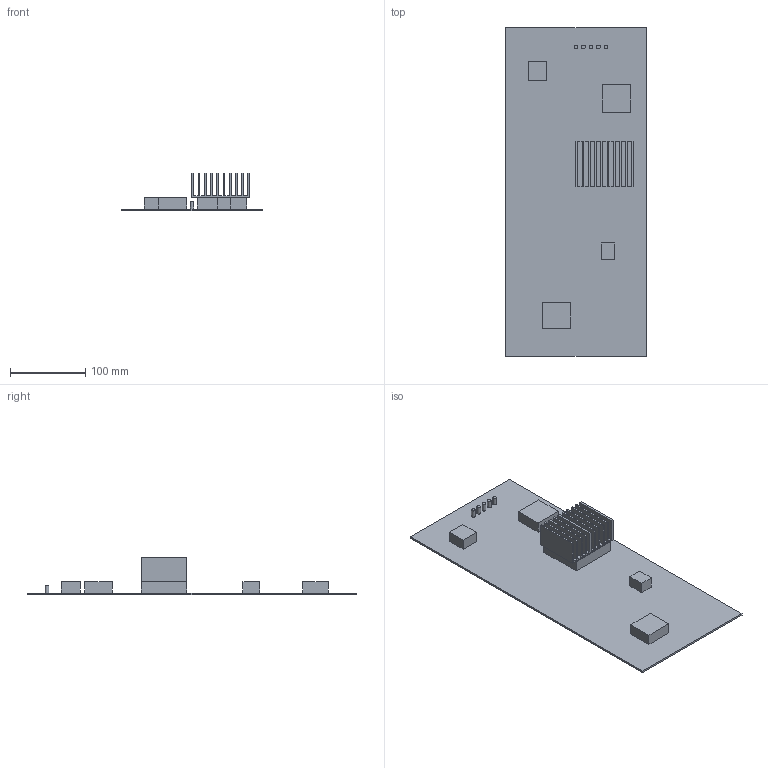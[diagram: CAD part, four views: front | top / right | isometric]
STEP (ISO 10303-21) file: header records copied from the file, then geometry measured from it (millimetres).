
FILE_DESCRIPTION(/* description */ (''),/* implementation_level */ '2;1');
FILE_NAME(/* name */ '5f4e91090bf8b111e7d82e8b',/* time_stamp */ '2020-09-01T18:20:57+00:00',/* author */ (''),/* organization */ (''),/* preprocessor_version */ 'ST-DEVELOPER v16.7',/* originating_system */ $,/* authorisation */ $);
FILE_SCHEMA (('AUTOMOTIVE_DESIGN {1 0 10303 214 3 1 1}'));
Length unit declared in the file: metre
Products named in the file (8): Heatsink; TIM; Part 14; Part 13; Part 12; Part 11; Chip; PCB
Bounding box: 187.16 x 438 x 50.5 mm (x, y, z)
Volume: 376786.6 mm3; surface area: 249844.6 mm2
Topology: 8 solids, 8 shells, 94 faces, 219 edges, 146 vertices
Faces by surface type: plane 89, cylinder 5
Full cylindrical faces by diameter (mm): 5 x5
Entity records: 2818 total; most frequent: CARTESIAN_POINT 462, ORIENTED_EDGE 428, DIRECTION 428, EDGE_CURVE 214, LINE 204, VECTOR 204, VERTEX_POINT 146, AXIS2_PLACEMENT_3D 112
